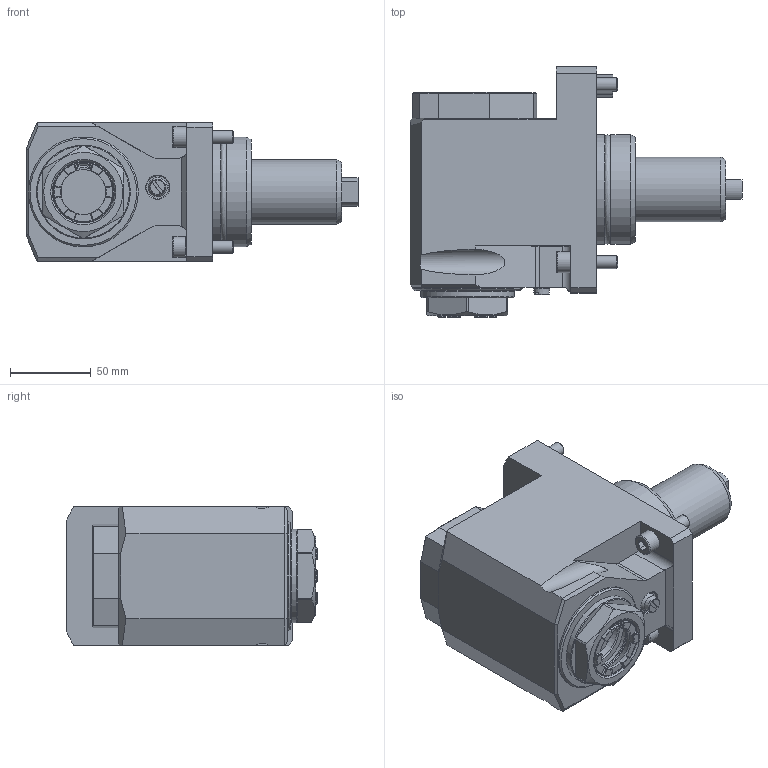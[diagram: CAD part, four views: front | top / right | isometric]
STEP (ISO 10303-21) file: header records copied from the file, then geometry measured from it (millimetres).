
FILE_DESCRIPTION(/* description */ ('8 030 66 094.05'),/* implementation_level */ '2;1');
FILE_NAME(/* name */ '8 030 66 094.05',/* time_stamp */ '2022-02-14T12:20:46+01:00',/* author */ ('heimatec GmbH'),/* organization */ (''),/* preprocessor_version */ 'ST-DEVELOPER v16.7',/* originating_system */ 'Solid Edge',/* authorisation */ 'Unknown');
FILE_SCHEMA (('AUTOMOTIVE_DESIGN {1 0 10303 214 3 1 1}'));
Length unit declared in the file: millimetre
Products named in the file (1): Part8
Bounding box: 205.5 x 155.1 x 86 mm (x, y, z)
Volume: 1305487.2 mm3; surface area: 99366.5 mm2
Topology: 1 solids, 5 shells, 444 faces, 1113 edges, 720 vertices
Faces by surface type: plane 268, cylinder 119, cone 40, torus 13, bspline 2, sphere 2
Full cylindrical faces by diameter (mm): 0.425 x1, 0.51 x1, 1.6 x1, 8 x6, 8.4 x1, 13 x2, 13.7 x1, 14 x1, 27.9 x1, 36.5 x1, 38.376 x2, 40 x1, 40.2 x1, 50 x1, 50.2 x1, 58 x2, 65.6 x2, 68 x3
Entity records: 13023 total; most frequent: CARTESIAN_POINT 2868, DIRECTION 2055, ORIENTED_EDGE 2018, EDGE_CURVE 1009, AXIS2_PLACEMENT_3D 729, VERTEX_POINT 686, LINE 597, VECTOR 597
